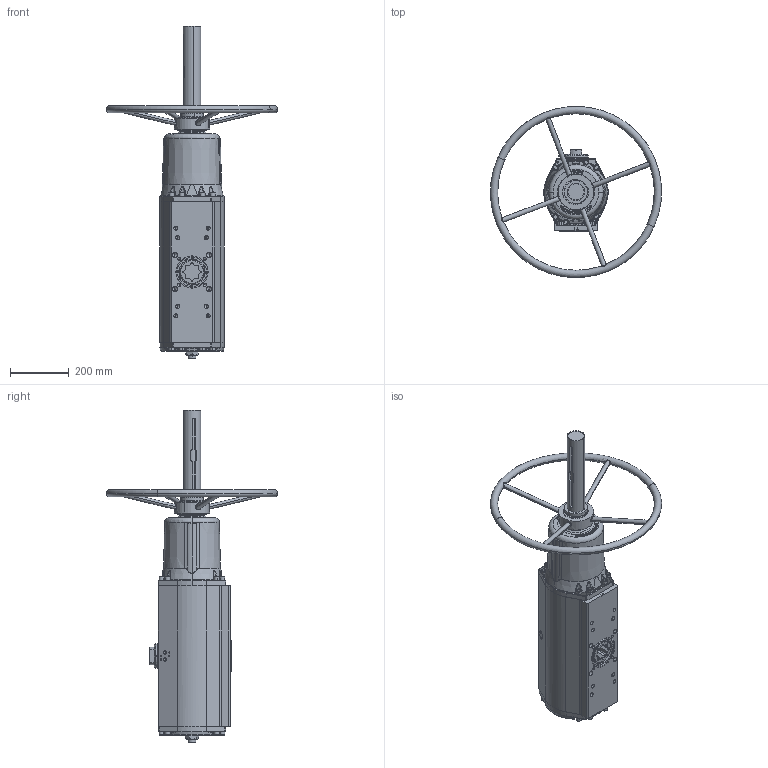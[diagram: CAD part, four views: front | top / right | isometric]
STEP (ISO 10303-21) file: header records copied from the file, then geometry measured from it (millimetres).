
FILE_DESCRIPTION (( 'STEP AP203' ), '1' );
FILE_NAME ('018607.STEP', '2018-08-16T08:50:49', ( '' ), ( '' ), 'SwSTEP 2.0', 'SolidWorks 2018', '' );
FILE_SCHEMA (( 'CONFIG_CONTROL_DESIGN' ));
Length unit declared in the file: millimetre
Products named in the file (1): 018607
Bounding box: 584.39 x 584.61 x 1134.8 mm (x, y, z)
Volume: 32246413.1 mm3; surface area: 991156.1 mm2
Topology: 1 solids, 1 shells, 1467 faces, 3731 edges, 2322 vertices
Faces by surface type: plane 604, bspline 323, cylinder 316, cone 117, torus 91, sphere 16
Entity records: 64202 total; most frequent: CARTESIAN_POINT 31214, ORIENTED_EDGE 7338, DIRECTION 6064, EDGE_CURVE 3669, VERTEX_POINT 2322, AXIS2_PLACEMENT_3D 2083, VECTOR 1898, LINE 1898
